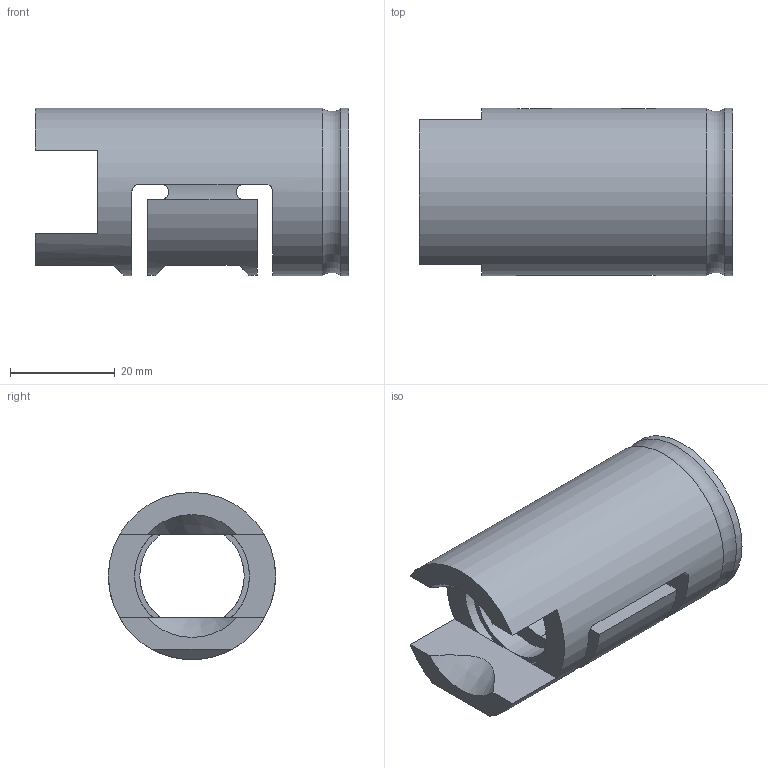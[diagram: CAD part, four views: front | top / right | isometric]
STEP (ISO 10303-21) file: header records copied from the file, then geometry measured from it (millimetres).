
FILE_DESCRIPTION( ( 'Unknown' ), '1' );
FILE_NAME( '704.04.3220.stp', 'Unknown', ( 'Unknown' ), ( 'Unknown' ), 'PSStep 15.0.49', 'Unknown', ' ' );
FILE_SCHEMA( ( 'AUTOMOTIVE_DESIGN { 1 0 10303 214 1 1 1 1 }' ) );
Length unit declared in the file: millimetre
Products named in the file (1): 1
Bounding box: 60 x 32 x 32 mm (x, y, z)
Volume: 24052.3 mm3; surface area: 11063.3 mm2
Topology: 1 solids, 1 shells, 40 faces, 107 edges, 69 vertices
Faces by surface type: plane 25, cylinder 11, cone 3, torus 1
Full cylindrical faces by diameter (mm): 20 x1, 22 x1, 32 x2
Entity records: 1714 total; most frequent: CARTESIAN_POINT 462, DIRECTION 188, ORIENTED_EDGE 186, EDGE_CURVE 93, AXIS2_PLACEMENT_3D 69, VERTEX_POINT 63, EDGE_LOOP 50, LINE 50
